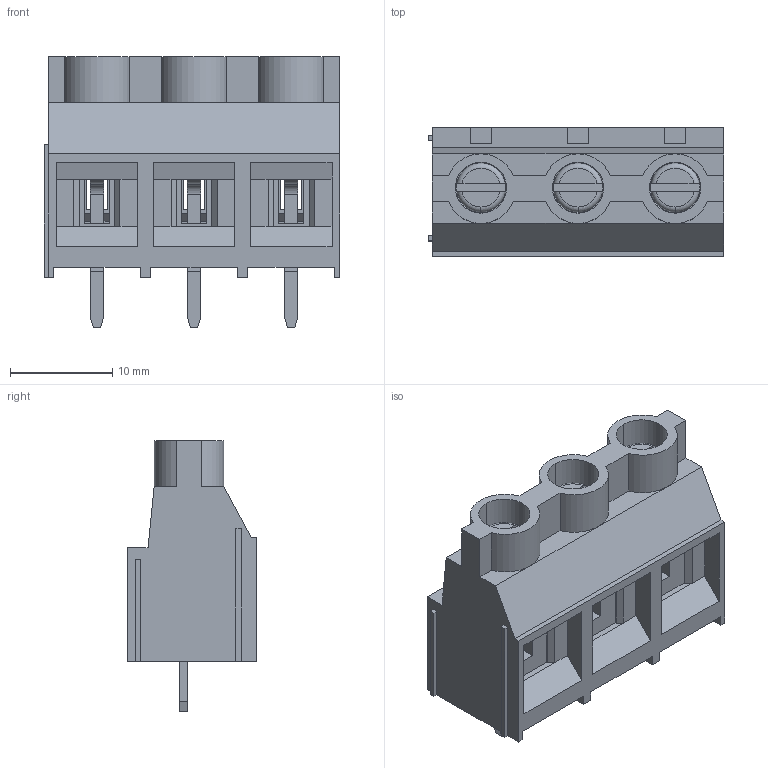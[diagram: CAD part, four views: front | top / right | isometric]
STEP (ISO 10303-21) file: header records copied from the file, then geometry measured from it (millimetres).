
FILE_DESCRIPTION (( 'STEP AP214' ), '1' );
FILE_NAME ('CONN-TH_3P-P9.50_KF950-9.5-3P.step', '2022-07-29T17:02:00', ( '' ), ( '' ), 'SwSTEP 2.0', 'SolidWorks 2020', '' );
FILE_SCHEMA (( 'AUTOMOTIVE_DESIGN' ));
Length unit declared in the file: millimetre
Products named in the file (1): CONN-TH_3P-P9.50_KF950-9.5-3P
Bounding box: 28.9 x 12.6 x 26.5 mm (x, y, z)
Volume: 3011.5 mm3; surface area: 5738.9 mm2
Topology: 14 solids, 14 shells, 912 faces, 2556 edges, 1687 vertices
Faces by surface type: plane 598, bspline 242, cylinder 57, torus 9, cone 6
Entity records: 44343 total; most frequent: CARTESIAN_POINT 13482, ORIENTED_EDGE 5112, DIRECTION 3542, EDGE_CURVE 2556, LINE 1912, VECTOR 1912, VERTEX_POINT 1687, EDGE_LOOP 969
